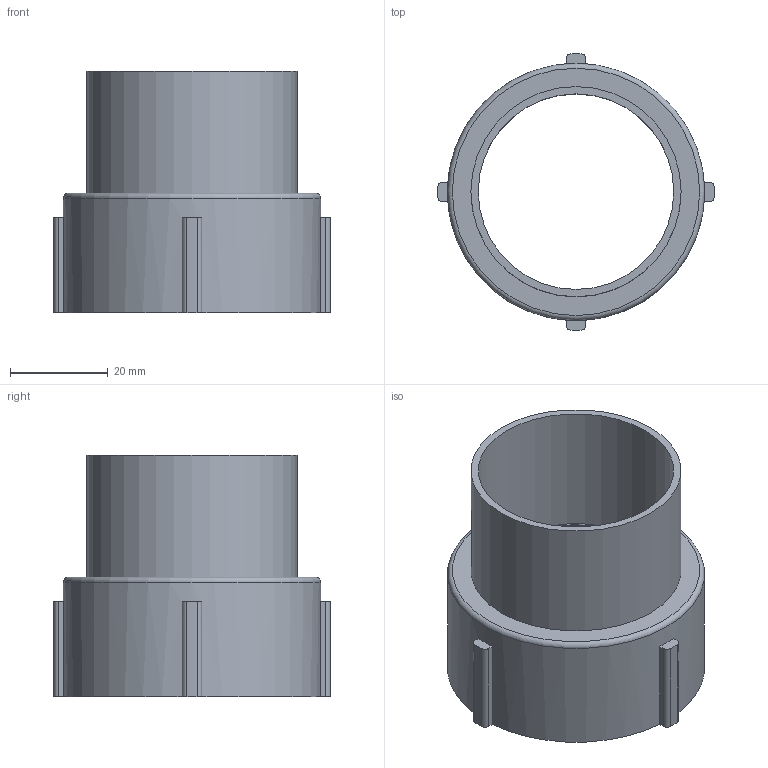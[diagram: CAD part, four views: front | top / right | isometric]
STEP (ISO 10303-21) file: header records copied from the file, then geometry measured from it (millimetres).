
FILE_DESCRIPTION(/* description */ (''),/* implementation_level */ '2;1');
FILE_NAME(/* name */ '40mm DWV female Holman.step',/* time_stamp */ '2020-10-28T15:37:58+11:00',/* author */ (''),/* organization */ (''),/* preprocessor_version */ 'ST-DEVELOPER v18.1',/* originating_system */ 'Autodesk Translation Framework v9.3.0.1241',/* authorisation */ '');
FILE_SCHEMA (('AUTOMOTIVE_DESIGN { 1 0 10303 214 3 1 1 }'));
Length unit declared in the file: millimetre
Products named in the file (2): 40mm DWV female Holman; 40mm DWV female Holman 
Assembly tree (1 placements, depth 2):
  40mm DWV female Holman
    40mm DWV female Holman 
Bounding box: 56.6 x 56.6 x 49.5 mm (x, y, z)
Volume: 17864 mm3; surface area: 18103.7 mm2
Topology: 1 solids, 1 shells, 51 faces, 138 edges, 92 vertices
Faces by surface type: cylinder 27, plane 17, bspline 6, torus 1
Full cylindrical faces by diameter (mm): 40 x1, 43 x1, 47.803 x9, 49 x1, 52.6 x1
Entity records: 6472 total; most frequent: CARTESIAN_POINT 5160, ORIENTED_EDGE 276, DIRECTION 244, EDGE_CURVE 138, AXIS2_PLACEMENT_3D 95, VERTEX_POINT 92, EDGE_LOOP 56, LINE 54
